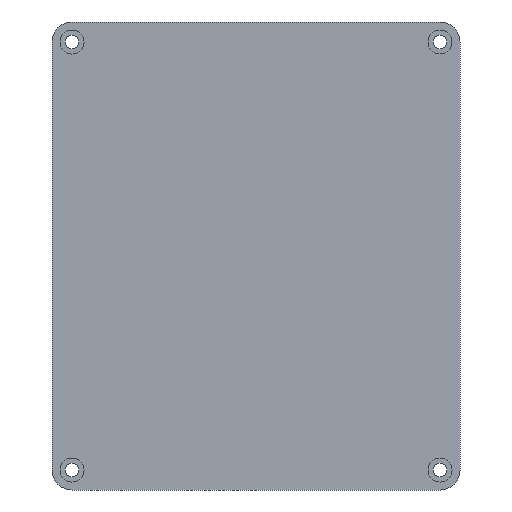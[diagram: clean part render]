
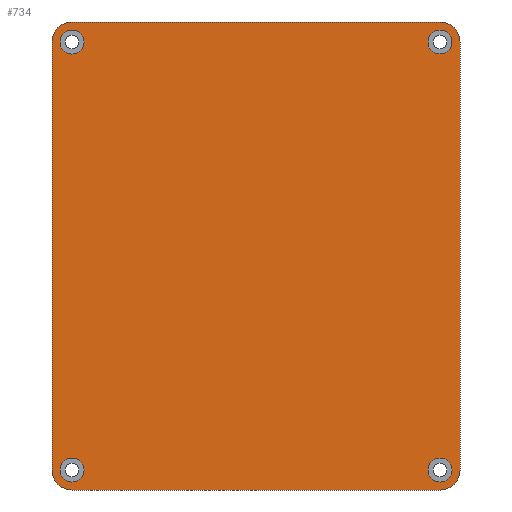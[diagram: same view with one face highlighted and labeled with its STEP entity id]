
A CAD part, front view. The second image highlights one B-rep face of the part: STEP entity #734.
In plain terms, the highlighted planar face has unit normal (0, -1, 0).
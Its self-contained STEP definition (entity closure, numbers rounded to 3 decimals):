
#27=FACE_BOUND('',#157,.T.);
#28=FACE_BOUND('',#158,.T.);
#29=FACE_BOUND('',#159,.T.);
#30=FACE_BOUND('',#160,.T.);
#56=PLANE('',#818);
#98=FACE_OUTER_BOUND('',#156,.T.);
#156=EDGE_LOOP('',(#641,#642,#643,#644,#645,#646,#647,#648));
#157=EDGE_LOOP('',(#649));
#158=EDGE_LOOP('',(#650));
#159=EDGE_LOOP('',(#651));
#160=EDGE_LOOP('',(#652));
#199=LINE('',#1156,#255);
#206=LINE('',#1175,#262);
#216=LINE('',#1207,#272);
#224=LINE('',#1246,#280);
#255=VECTOR('',#929,10.);
#262=VECTOR('',#946,10.);
#272=VECTOR('',#978,10.);
#280=VECTOR('',#1030,10.);
#302=CIRCLE('',#783,5.);
#310=CIRCLE('',#794,5.);
#311=CIRCLE('',#797,5.);
#312=CIRCLE('',#799,5.);
#314=CIRCLE('',#805,3.);
#316=CIRCLE('',#808,3.);
#318=CIRCLE('',#811,3.);
#320=CIRCLE('',#814,3.);
#356=VERTEX_POINT('',#1153);
#357=VERTEX_POINT('',#1155);
#361=VERTEX_POINT('',#1165);
#362=VERTEX_POINT('',#1167);
#364=VERTEX_POINT('',#1173);
#374=VERTEX_POINT('',#1201);
#375=VERTEX_POINT('',#1205);
#376=VERTEX_POINT('',#1209);
#378=VERTEX_POINT('',#1221);
#380=VERTEX_POINT('',#1227);
#382=VERTEX_POINT('',#1233);
#384=VERTEX_POINT('',#1239);
#431=EDGE_CURVE('',#357,#356,#199,.T.);
#436=EDGE_CURVE('',#361,#362,#302,.T.);
#440=EDGE_CURVE('',#361,#364,#206,.T.);
#456=EDGE_CURVE('',#374,#364,#310,.T.);
#458=EDGE_CURVE('',#374,#375,#216,.T.);
#460=EDGE_CURVE('',#376,#356,#311,.T.);
#461=EDGE_CURVE('',#357,#375,#312,.T.);
#465=EDGE_CURVE('',#378,#378,#314,.T.);
#468=EDGE_CURVE('',#380,#380,#316,.T.);
#471=EDGE_CURVE('',#382,#382,#318,.T.);
#474=EDGE_CURVE('',#384,#384,#320,.T.);
#476=EDGE_CURVE('',#376,#362,#224,.T.);
#641=ORIENTED_EDGE('',*,*,#436,.F.);
#642=ORIENTED_EDGE('',*,*,#440,.T.);
#643=ORIENTED_EDGE('',*,*,#456,.F.);
#644=ORIENTED_EDGE('',*,*,#458,.T.);
#645=ORIENTED_EDGE('',*,*,#461,.F.);
#646=ORIENTED_EDGE('',*,*,#431,.T.);
#647=ORIENTED_EDGE('',*,*,#460,.F.);
#648=ORIENTED_EDGE('',*,*,#476,.T.);
#649=ORIENTED_EDGE('',*,*,#471,.F.);
#650=ORIENTED_EDGE('',*,*,#468,.F.);
#651=ORIENTED_EDGE('',*,*,#465,.F.);
#652=ORIENTED_EDGE('',*,*,#474,.F.);
#734=ADVANCED_FACE('',(#98,#27,#28,#29,#30),#56,.F.);
#783=AXIS2_PLACEMENT_3D('',#1168,#939,#940);
#794=AXIS2_PLACEMENT_3D('',#1203,#973,#974);
#797=AXIS2_PLACEMENT_3D('',#1211,#982,#983);
#799=AXIS2_PLACEMENT_3D('',#1213,#986,#987);
#805=AXIS2_PLACEMENT_3D('',#1223,#1000,#1001);
#808=AXIS2_PLACEMENT_3D('',#1229,#1007,#1008);
#811=AXIS2_PLACEMENT_3D('',#1235,#1014,#1015);
#814=AXIS2_PLACEMENT_3D('',#1241,#1021,#1022);
#818=AXIS2_PLACEMENT_3D('',#1247,#1031,#1032);
#929=DIRECTION('',(1.,0.,0.));
#939=DIRECTION('center_axis',(0.,1.,0.));
#940=DIRECTION('ref_axis',(0.707,0.,0.707));
#946=DIRECTION('',(-1.,0.,0.));
#973=DIRECTION('center_axis',(0.,1.,0.));
#974=DIRECTION('ref_axis',(-0.707,0.,0.707));
#978=DIRECTION('',(0.,0.,-1.));
#982=DIRECTION('center_axis',(0.,1.,0.));
#983=DIRECTION('ref_axis',(0.707,0.,-0.707));
#986=DIRECTION('center_axis',(0.,1.,0.));
#987=DIRECTION('ref_axis',(-0.707,0.,-0.707));
#1000=DIRECTION('center_axis',(0.,-1.,0.));
#1001=DIRECTION('ref_axis',(1.,0.,0.));
#1007=DIRECTION('center_axis',(0.,-1.,0.));
#1008=DIRECTION('ref_axis',(1.,0.,0.));
#1014=DIRECTION('center_axis',(0.,-1.,0.));
#1015=DIRECTION('ref_axis',(1.,0.,0.));
#1021=DIRECTION('center_axis',(0.,-1.,0.));
#1022=DIRECTION('ref_axis',(1.,0.,0.));
#1030=DIRECTION('',(0.,0.,1.));
#1031=DIRECTION('center_axis',(0.,1.,0.));
#1032=DIRECTION('ref_axis',(1.,0.,0.));
#1153=CARTESIAN_POINT('',(87.,0.,-10.));
#1155=CARTESIAN_POINT('',(-5.,0.,-10.));
#1156=CARTESIAN_POINT('',(-10.,0.,-10.));
#1165=CARTESIAN_POINT('',(87.,0.,107.));
#1167=CARTESIAN_POINT('',(92.,0.,102.));
#1168=CARTESIAN_POINT('Origin',(87.,0.,102.));
#1173=CARTESIAN_POINT('',(-5.,0.,107.));
#1175=CARTESIAN_POINT('',(92.,0.,107.));
#1201=CARTESIAN_POINT('',(-10.,0.,102.));
#1203=CARTESIAN_POINT('Origin',(-5.,0.,102.));
#1205=CARTESIAN_POINT('',(-10.,0.,-5.));
#1207=CARTESIAN_POINT('',(-10.,0.,107.));
#1209=CARTESIAN_POINT('',(92.,0.,-5.));
#1211=CARTESIAN_POINT('Origin',(87.,0.,-5.));
#1213=CARTESIAN_POINT('Origin',(-5.,0.,-5.));
#1221=CARTESIAN_POINT('',(-8.,0.,-5.));
#1223=CARTESIAN_POINT('Origin',(-5.,0.,-5.));
#1227=CARTESIAN_POINT('',(84.,0.,-5.));
#1229=CARTESIAN_POINT('Origin',(87.,0.,-5.));
#1233=CARTESIAN_POINT('',(84.,0.,102.));
#1235=CARTESIAN_POINT('Origin',(87.,0.,102.));
#1239=CARTESIAN_POINT('',(-8.,0.,102.));
#1241=CARTESIAN_POINT('Origin',(-5.,0.,102.));
#1246=CARTESIAN_POINT('',(92.,0.,-10.));
#1247=CARTESIAN_POINT('Origin',(41.,0.,48.5));
